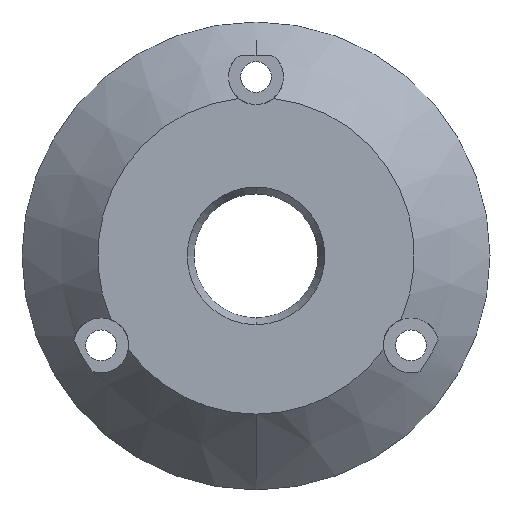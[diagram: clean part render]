
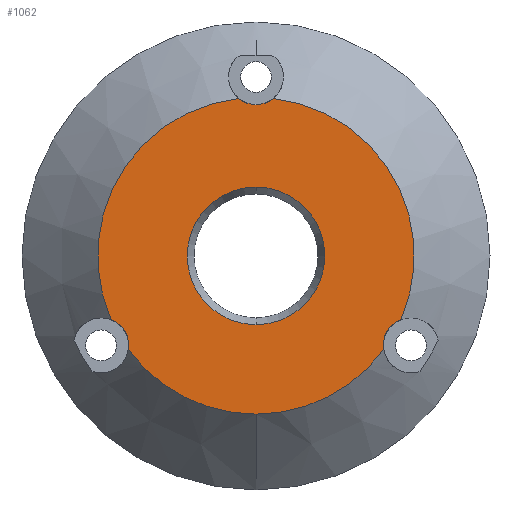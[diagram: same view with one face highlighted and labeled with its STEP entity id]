
A CAD part, top view. The second image highlights one B-rep face of the part: STEP entity #1062.
In plain terms, the highlighted planar face has unit normal (0, 0, 1).
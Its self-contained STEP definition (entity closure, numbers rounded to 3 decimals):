
#9 = FACE_OUTER_BOUND ( 'NONE', #242, .T. ) ;
#16 = VERTEX_POINT ( 'NONE', #187 ) ;
#30 = CARTESIAN_POINT ( 'NONE',  ( -2.52, 22.862, 11.1 ) ) ;
#52 = CARTESIAN_POINT ( 'NONE',  ( -22.517, -13., 11.1 ) ) ;
#74 = ORIENTED_EDGE ( 'NONE', *, *, #319, .F. ) ;
#77 = EDGE_CURVE ( 'NONE', #850, #173, #295, .T. ) ;
#113 = CIRCLE ( 'NONE', #742, 4.025 ) ;
#128 = FACE_BOUND ( 'NONE', #563, .T. ) ;
#152 = AXIS2_PLACEMENT_3D ( 'NONE', #342, #592, #261 ) ;
#160 = CARTESIAN_POINT ( 'NONE',  ( 22.517, -13., 11.1 ) ) ;
#173 = VERTEX_POINT ( 'NONE', #30 ) ;
#180 = CARTESIAN_POINT ( 'NONE',  ( 0., 0., 11.1 ) ) ;
#187 = CARTESIAN_POINT ( 'NONE',  ( -18.539, -13.613, 11.1 ) ) ;
#213 = CIRCLE ( 'NONE', #1080, 23. ) ;
#235 = CARTESIAN_POINT ( 'NONE',  ( 2.52, 22.862, 11.1 ) ) ;
#242 = EDGE_LOOP ( 'NONE', ( #779, #506, #363, #74, #350, #364, #255 ) ) ;
#255 = ORIENTED_EDGE ( 'NONE', *, *, #77, .F. ) ;
#261 = DIRECTION ( 'NONE',  ( 0., 1., 0. ) ) ;
#263 = CARTESIAN_POINT ( 'NONE',  ( -21.059, -9.248, 11.1 ) ) ;
#267 = EDGE_CURVE ( 'NONE', #16, #850, #807, .T. ) ;
#271 = AXIS2_PLACEMENT_3D ( 'NONE', #508, #431, #353 ) ;
#273 = CARTESIAN_POINT ( 'NONE',  ( 0., 0., 11.1 ) ) ;
#274 = DIRECTION ( 'NONE',  ( 0., 0., 1. ) ) ;
#289 = DIRECTION ( 'NONE',  ( 0., 0., -1. ) ) ;
#293 = PLANE ( 'NONE',  #1040 ) ;
#295 = CIRCLE ( 'NONE', #673, 23. ) ;
#297 = CARTESIAN_POINT ( 'NONE',  ( 0., 0., 11.1 ) ) ;
#300 = CARTESIAN_POINT ( 'NONE',  ( 0., 10., 11.1 ) ) ;
#301 = VERTEX_POINT ( 'NONE', #500 ) ;
#317 = DIRECTION ( 'NONE',  ( 0., -1., 0. ) ) ;
#319 = EDGE_CURVE ( 'NONE', #678, #872, #346, .T. ) ;
#325 = ORIENTED_EDGE ( 'NONE', *, *, #398, .T. ) ;
#342 = CARTESIAN_POINT ( 'NONE',  ( 0., 0., 11.1 ) ) ;
#346 = CIRCLE ( 'NONE', #893, 4.025 ) ;
#350 = ORIENTED_EDGE ( 'NONE', *, *, #473, .F. ) ;
#353 = DIRECTION ( 'NONE',  ( 0., 1., 0. ) ) ;
#363 = ORIENTED_EDGE ( 'NONE', *, *, #904, .F. ) ;
#364 = ORIENTED_EDGE ( 'NONE', *, *, #467, .F. ) ;
#383 = DIRECTION ( 'NONE',  ( 0., 0., -1. ) ) ;
#394 = CARTESIAN_POINT ( 'NONE',  ( 0., -10., 11.1 ) ) ;
#398 = EDGE_CURVE ( 'NONE', #301, #1063, #688, .T. ) ;
#402 = CIRCLE ( 'NONE', #498, 23. ) ;
#425 = CIRCLE ( 'NONE', #684, 10. ) ;
#426 = EDGE_CURVE ( 'NONE', #505, #16, #857, .T. ) ;
#431 = DIRECTION ( 'NONE',  ( 0., 0., -1. ) ) ;
#441 = DIRECTION ( 'NONE',  ( 0., 1., 0. ) ) ;
#443 = CARTESIAN_POINT ( 'NONE',  ( 0., -23., 11.1 ) ) ;
#447 = CARTESIAN_POINT ( 'NONE',  ( 0., 26., 11.1 ) ) ;
#457 = CARTESIAN_POINT ( 'NONE',  ( 21.059, -9.248, 11.1 ) ) ;
#462 = DIRECTION ( 'NONE',  ( 0., 1., 0. ) ) ;
#467 = EDGE_CURVE ( 'NONE', #173, #744, #113, .T. ) ;
#473 = EDGE_CURVE ( 'NONE', #744, #678, #402, .T. ) ;
#498 = AXIS2_PLACEMENT_3D ( 'NONE', #869, #289, #1039 ) ;
#500 = CARTESIAN_POINT ( 'NONE',  ( 0., 10., 11.1 ) ) ;
#505 = VERTEX_POINT ( 'NONE', #443 ) ;
#506 = ORIENTED_EDGE ( 'NONE', *, *, #426, .F. ) ;
#508 = CARTESIAN_POINT ( 'NONE',  ( 0., 0., 11.1 ) ) ;
#522 = EDGE_CURVE ( 'NONE', #1063, #301, #425, .T. ) ;
#524 = DIRECTION ( 'NONE',  ( 0., 1., 0. ) ) ;
#563 = EDGE_LOOP ( 'NONE', ( #949, #325 ) ) ;
#592 = DIRECTION ( 'NONE',  ( 0., 0., -1. ) ) ;
#673 = AXIS2_PLACEMENT_3D ( 'NONE', #297, #383, #462 ) ;
#678 = VERTEX_POINT ( 'NONE', #457 ) ;
#684 = AXIS2_PLACEMENT_3D ( 'NONE', #180, #941, #524 ) ;
#685 = CARTESIAN_POINT ( 'NONE',  ( 18.539, -13.613, 11.1 ) ) ;
#688 = CIRCLE ( 'NONE', #271, 10. ) ;
#723 = DIRECTION ( 'NONE',  ( 0., -1., 0. ) ) ;
#742 = AXIS2_PLACEMENT_3D ( 'NONE', #447, #274, #1041 ) ;
#744 = VERTEX_POINT ( 'NONE', #235 ) ;
#779 = ORIENTED_EDGE ( 'NONE', *, *, #267, .F. ) ;
#790 = DIRECTION ( 'NONE',  ( 0., 0., -1. ) ) ;
#807 = CIRCLE ( 'NONE', #929, 4.025 ) ;
#828 = DIRECTION ( 'NONE',  ( 0., -1., 0. ) ) ;
#850 = VERTEX_POINT ( 'NONE', #263 ) ;
#857 = CIRCLE ( 'NONE', #152, 23. ) ;
#869 = CARTESIAN_POINT ( 'NONE',  ( 0., 0., 11.1 ) ) ;
#872 = VERTEX_POINT ( 'NONE', #685 ) ;
#884 = DIRECTION ( 'NONE',  ( 0., 0., 1. ) ) ;
#893 = AXIS2_PLACEMENT_3D ( 'NONE', #160, #912, #828 ) ;
#904 = EDGE_CURVE ( 'NONE', #872, #505, #213, .T. ) ;
#912 = DIRECTION ( 'NONE',  ( 0., 0., 1. ) ) ;
#929 = AXIS2_PLACEMENT_3D ( 'NONE', #52, #992, #317 ) ;
#941 = DIRECTION ( 'NONE',  ( 0., 0., -1. ) ) ;
#949 = ORIENTED_EDGE ( 'NONE', *, *, #522, .T. ) ;
#992 = DIRECTION ( 'NONE',  ( 0., 0., 1. ) ) ;
#1039 = DIRECTION ( 'NONE',  ( 0., 1., 0. ) ) ;
#1040 = AXIS2_PLACEMENT_3D ( 'NONE', #300, #884, #723 ) ;
#1041 = DIRECTION ( 'NONE',  ( 1., 0., 0. ) ) ;
#1062 = ADVANCED_FACE ( 'NONE', ( #9, #128 ), #293, .T. ) ;
#1063 = VERTEX_POINT ( 'NONE', #394 ) ;
#1080 = AXIS2_PLACEMENT_3D ( 'NONE', #273, #790, #441 ) ;
